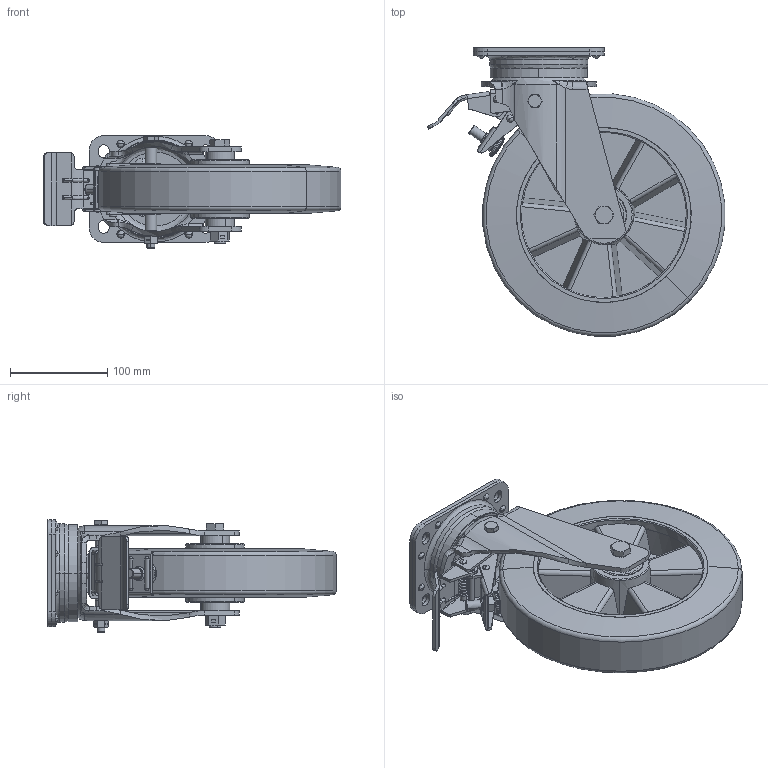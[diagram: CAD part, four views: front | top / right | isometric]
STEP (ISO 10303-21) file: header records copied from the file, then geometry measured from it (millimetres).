
FILE_DESCRIPTION (( 'STEP AP214' ), '1' );
FILE_NAME ('0023884.step', '2024-06-11T11:10:53', ( '' ), ( '' ), 'SwSTEP 2.0', 'SolidWorks 2020', '' );
FILE_SCHEMA (( 'AUTOMOTIVE_DESIGN' ));
Length unit declared in the file: millimetre
Products named in the file (1): 0023884
Bounding box: 306.52 x 296.66 x 116 mm (x, y, z)
Surface area: 540043.5 mm2 (no closed solid volume)
Topology: 0 solids, 58 shells, 1543 faces, 3727 edges, 2362 vertices
Faces by surface type: plane 620, cylinder 559, bspline 206, cone 106, torus 52
Entity records: 75543 total; most frequent: CARTESIAN_POINT 22399, ORIENTED_EDGE 7386, DIRECTION 7386, EDGE_CURVE 3693, AXIS2_PLACEMENT_3D 2831, VERTEX_POINT 2362, EDGE_LOOP 1819, VECTOR 1724
